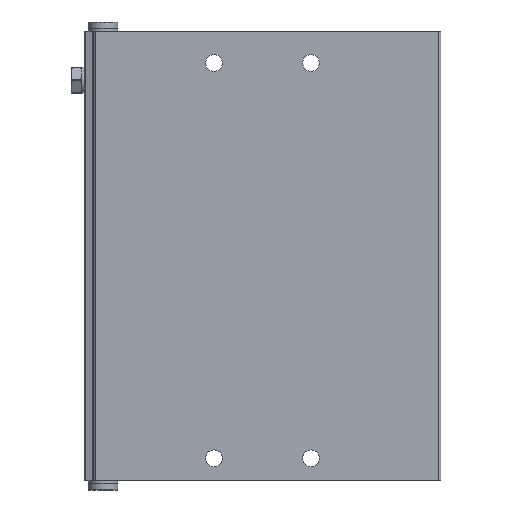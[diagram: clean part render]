
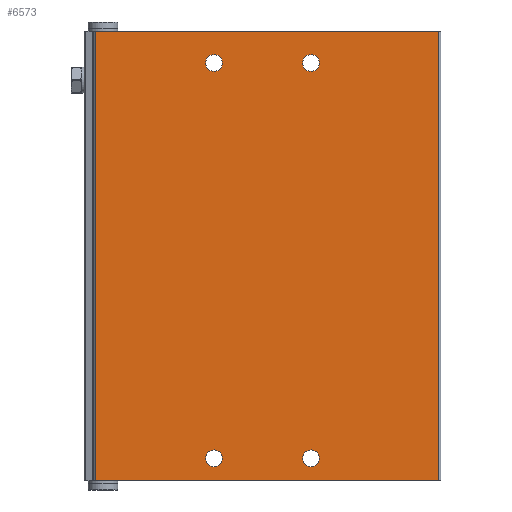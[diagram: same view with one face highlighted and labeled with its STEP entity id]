
A CAD part, front view. The second image highlights one B-rep face of the part: STEP entity #6573.
In plain terms, the highlighted planar face has unit normal (0, -1, 0).
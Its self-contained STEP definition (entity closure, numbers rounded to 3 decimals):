
#63=PLANE('',#7464);
#383=LINE('',#10768,#877);
#384=LINE('',#10780,#878);
#385=LINE('',#10782,#879);
#386=LINE('',#10784,#880);
#877=VECTOR('',#8273,1000.);
#878=VECTOR('',#8286,1000.);
#879=VECTOR('',#8287,1000.);
#880=VECTOR('',#8288,1000.);
#1505=ORIENTED_EDGE('',*,*,#3246,.T.);
#1506=ORIENTED_EDGE('',*,*,#3247,.T.);
#1507=ORIENTED_EDGE('',*,*,#3248,.T.);
#1508=ORIENTED_EDGE('',*,*,#3249,.T.);
#1509=ORIENTED_EDGE('',*,*,#3250,.T.);
#1510=ORIENTED_EDGE('',*,*,#3251,.F.);
#1511=ORIENTED_EDGE('',*,*,#3252,.F.);
#1512=ORIENTED_EDGE('',*,*,#3244,.T.);
#3244=EDGE_CURVE('',#4114,#4113,#383,.T.);
#3246=EDGE_CURVE('',#4115,#4115,#4711,.T.);
#3247=EDGE_CURVE('',#4116,#4116,#4712,.T.);
#3248=EDGE_CURVE('',#4117,#4117,#4713,.T.);
#3249=EDGE_CURVE('',#4118,#4118,#4714,.T.);
#3250=EDGE_CURVE('',#4113,#4119,#384,.T.);
#3251=EDGE_CURVE('',#4120,#4119,#385,.T.);
#3252=EDGE_CURVE('',#4114,#4120,#386,.T.);
#4113=VERTEX_POINT('',#10767);
#4114=VERTEX_POINT('',#10769);
#4115=VERTEX_POINT('',#10773);
#4116=VERTEX_POINT('',#10775);
#4117=VERTEX_POINT('',#10777);
#4118=VERTEX_POINT('',#10779);
#4119=VERTEX_POINT('',#10781);
#4120=VERTEX_POINT('',#10783);
#4711=CIRCLE('',#7465,2.25);
#4712=CIRCLE('',#7466,2.25);
#4713=CIRCLE('',#7467,2.25);
#4714=CIRCLE('',#7468,2.25);
#5049=EDGE_LOOP('',(#1505));
#5050=EDGE_LOOP('',(#1506));
#5051=EDGE_LOOP('',(#1507));
#5052=EDGE_LOOP('',(#1508));
#5053=EDGE_LOOP('',(#1509,#1510,#1511,#1512));
#5763=FACE_BOUND('',#5049,.T.);
#5764=FACE_BOUND('',#5050,.T.);
#5765=FACE_BOUND('',#5051,.T.);
#5766=FACE_BOUND('',#5052,.T.);
#5767=FACE_BOUND('',#5053,.T.);
#6573=ADVANCED_FACE('',(#5763,#5764,#5765,#5766,#5767),#63,.F.);
#7464=AXIS2_PLACEMENT_3D('',#10771,#8276,#8277);
#7465=AXIS2_PLACEMENT_3D('',#10772,#8278,#8279);
#7466=AXIS2_PLACEMENT_3D('',#10774,#8280,#8281);
#7467=AXIS2_PLACEMENT_3D('',#10776,#8282,#8283);
#7468=AXIS2_PLACEMENT_3D('',#10778,#8284,#8285);
#8273=DIRECTION('',(0.,0.,-1.));
#8276=DIRECTION('',(0.,1.,0.));
#8277=DIRECTION('',(0.,0.,1.));
#8278=DIRECTION('',(0.,1.,0.));
#8279=DIRECTION('',(0.,0.,1.));
#8280=DIRECTION('',(0.,1.,0.));
#8281=DIRECTION('',(0.,0.,1.));
#8282=DIRECTION('',(0.,1.,0.));
#8283=DIRECTION('',(0.,0.,1.));
#8284=DIRECTION('',(0.,1.,0.));
#8285=DIRECTION('',(0.,0.,1.));
#8286=DIRECTION('',(1.,0.,0.));
#8287=DIRECTION('',(0.,0.,-1.));
#8288=DIRECTION('',(1.,0.,0.));
#10767=CARTESIAN_POINT('',(-47.3,0.,0.));
#10768=CARTESIAN_POINT('',(-47.3,0.,120.5));
#10769=CARTESIAN_POINT('',(-47.3,0.,120.5));
#10771=CARTESIAN_POINT('',(-47.3,0.,120.5));
#10772=CARTESIAN_POINT('',(-13.,0.,8.5));
#10773=CARTESIAN_POINT('',(-13.,0.,10.75));
#10774=CARTESIAN_POINT('',(13.,0.,114.5));
#10775=CARTESIAN_POINT('',(13.,0.,116.75));
#10776=CARTESIAN_POINT('',(-13.,0.,114.5));
#10777=CARTESIAN_POINT('',(-13.,0.,116.75));
#10778=CARTESIAN_POINT('',(13.,0.,8.5));
#10779=CARTESIAN_POINT('',(13.,0.,10.75));
#10780=CARTESIAN_POINT('',(-47.3,0.,0.));
#10781=CARTESIAN_POINT('',(44.7,0.,0.));
#10782=CARTESIAN_POINT('',(44.7,0.,120.5));
#10783=CARTESIAN_POINT('',(44.7,0.,120.5));
#10784=CARTESIAN_POINT('',(-47.3,0.,120.5));
